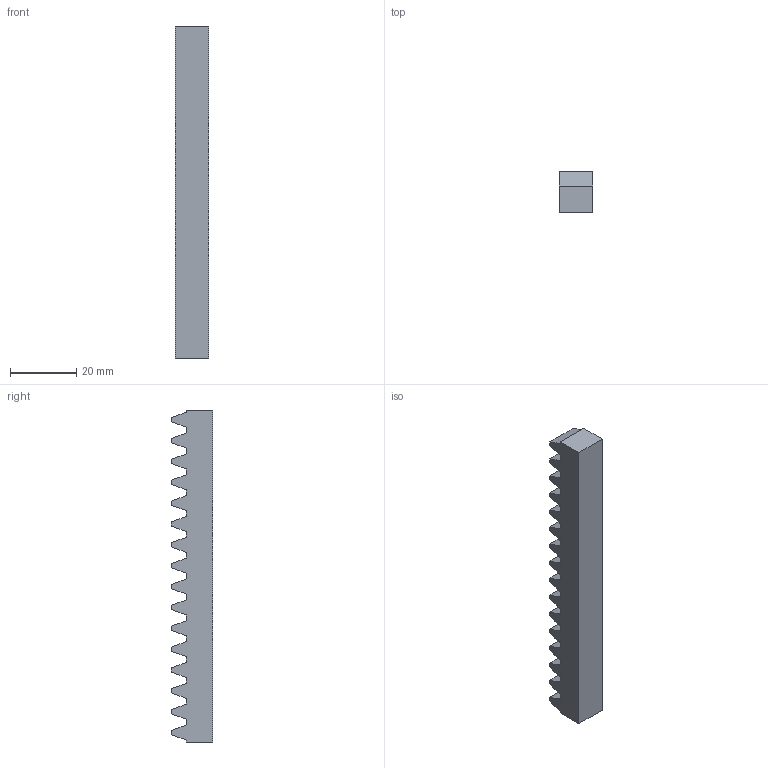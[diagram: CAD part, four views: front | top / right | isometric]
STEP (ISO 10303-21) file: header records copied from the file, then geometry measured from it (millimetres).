
FILE_DESCRIPTION (( 'STEP AP203' ), '1' );
FILE_NAME ('rack_Default_sldprt.STEP', '2021-06-24T00:28:03', ( '' ), ( '' ), 'SwSTEP 2.0', 'SolidWorks 2020', '' );
FILE_SCHEMA (( 'CONFIG_CONTROL_DESIGN' ));
Length unit declared in the file: centimetre
Products named in the file (1): rack_Default_sldprt
Bounding box: 10 x 12.4 x 100 mm (x, y, z)
Volume: 10003.4 mm3; surface area: 5166.2 mm2
Topology: 1 solids, 1 shells, 70 faces, 204 edges, 136 vertices
Faces by surface type: plane 70
Entity records: 2345 total; most frequent: CARTESIAN_POINT 411, ORIENTED_EDGE 408, DIRECTION 346, VECTOR 204, EDGE_CURVE 204, LINE 204, VERTEX_POINT 136, AXIS2_PLACEMENT_3D 71
